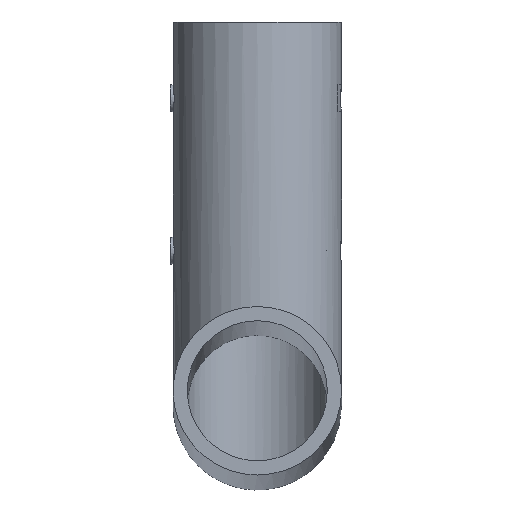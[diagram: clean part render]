
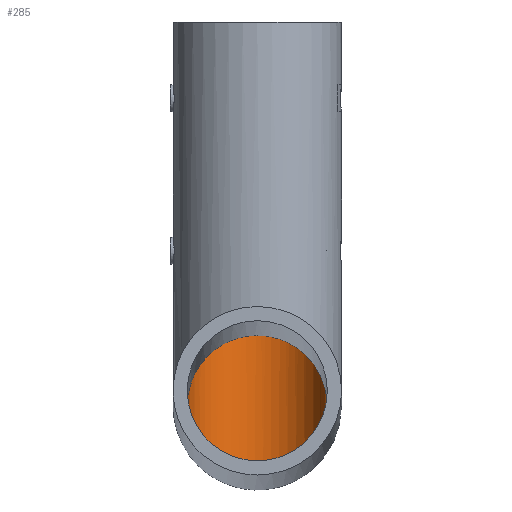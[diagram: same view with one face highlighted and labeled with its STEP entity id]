
A CAD part, top view. The second image highlights one B-rep face of the part: STEP entity #285.
In plain terms, the highlighted cylindrical face has radius 17.526 mm (diameter 35.052 mm), a full revolution.
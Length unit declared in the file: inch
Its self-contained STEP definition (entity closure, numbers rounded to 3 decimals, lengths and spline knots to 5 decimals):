
#46=FACE_BOUND('',#97,.T.);
#66=ELLIPSE('',#319,0.97581,0.69);
#67=ELLIPSE('',#320,0.97581,0.69);
#71=FACE_OUTER_BOUND('',#96,.T.);
#96=EDGE_LOOP('',(#227,#228));
#97=EDGE_LOOP('',(#229));
#128=CIRCLE('',#317,0.69);
#151=VERTEX_POINT('',#586);
#152=VERTEX_POINT('',#589);
#153=VERTEX_POINT('',#590);
#186=EDGE_CURVE('',#151,#151,#128,.T.);
#187=EDGE_CURVE('',#152,#153,#66,.F.);
#188=EDGE_CURVE('',#152,#153,#67,.F.);
#227=ORIENTED_EDGE('',*,*,#187,.T.);
#228=ORIENTED_EDGE('',*,*,#188,.F.);
#229=ORIENTED_EDGE('',*,*,#186,.T.);
#270=CYLINDRICAL_SURFACE('',#318,0.69);
#285=ADVANCED_FACE('',(#71,#46),#270,.F.);
#317=AXIS2_PLACEMENT_3D('',#587,#364,#365);
#318=AXIS2_PLACEMENT_3D('',#588,#366,#367);
#319=AXIS2_PLACEMENT_3D('',#591,#368,#369);
#320=AXIS2_PLACEMENT_3D('',#592,#370,#371);
#364=DIRECTION('center_axis',(0.,1.,0.));
#365=DIRECTION('ref_axis',(0.,0.,1.));
#366=DIRECTION('center_axis',(0.,1.,0.));
#367=DIRECTION('ref_axis',(0.,0.,-1.));
#368=DIRECTION('center_axis',(0.,0.707,-0.707));
#369=DIRECTION('ref_axis',(0.,-0.707,-0.707));
#370=DIRECTION('center_axis',(0.,-0.707,0.707));
#371=DIRECTION('ref_axis',(0.,-0.707,-0.707));
#586=CARTESIAN_POINT('',(-19.31,-21.25,35.25));
#587=CARTESIAN_POINT('Origin',(-20.,-21.25,35.25));
#588=CARTESIAN_POINT('Origin',(-20.,-21.25,35.25));
#589=CARTESIAN_POINT('',(-20.69,-25.00001,35.24999));
#590=CARTESIAN_POINT('',(-19.31,-25.00002,35.24998));
#591=CARTESIAN_POINT('Origin',(-20.,-25.,35.25));
#592=CARTESIAN_POINT('Origin',(-20.,-25.,35.25));
